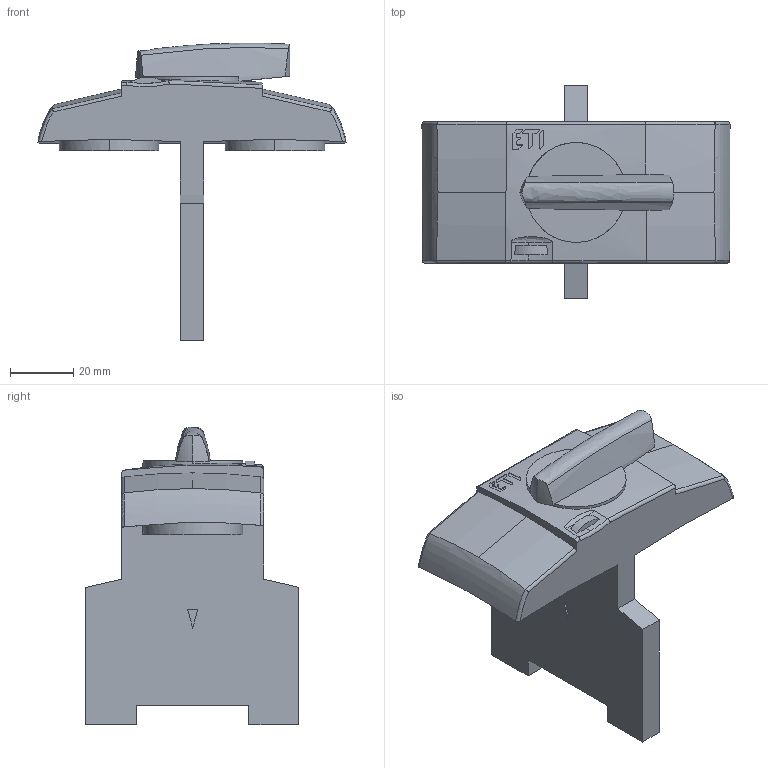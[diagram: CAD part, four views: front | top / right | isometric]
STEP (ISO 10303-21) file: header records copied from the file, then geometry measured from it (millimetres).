
FILE_DESCRIPTION((''),'2;1');
FILE_NAME('DF_ASM','2021-06-16T',('marketing.praksa'),('Audax d.o.o.'),'CREO PARAMETRIC BY PTC INC, 2017480','CREO PARAMETRIC BY PTC INC, 2017480','');
FILE_SCHEMA(('AUTOMOTIVE_DESIGN { 1 0 10303 214 1 1 1 1 }'));
Length unit declared in the file: millimetre
Products named in the file (4): 22696009_2_1; EXPERIEMENT22; PRT9548; DF_ASM
Assembly tree (3 placements, depth 2):
  DF_ASM
    22696009_2_1
    EXPERIEMENT22
    PRT9548
Bounding box: 97.5 x 67.55 x 94.3 mm (x, y, z)
Volume: 102101.7 mm3; surface area: 26604.7 mm2
Topology: 5 solids, 5 shells, 225 faces, 618 edges, 418 vertices
Faces by surface type: plane 127, cylinder 76, bspline 16, torus 3, cone 2, revolution 1
Entity records: 12914 total; most frequent: CARTESIAN_POINT 3616, ORIENTED_EDGE 1236, DIRECTION 1008, PRESENTATION_STYLE_ASSIGNMENT 849, STYLED_ITEM 849, CURVE_STYLE 619, EDGE_CURVE 618, VERTEX_POINT 418
